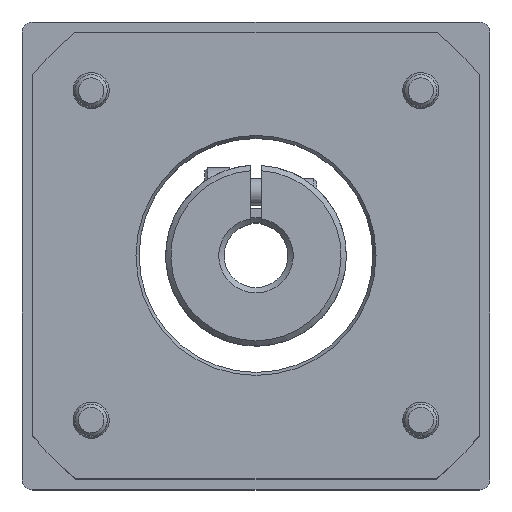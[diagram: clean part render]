
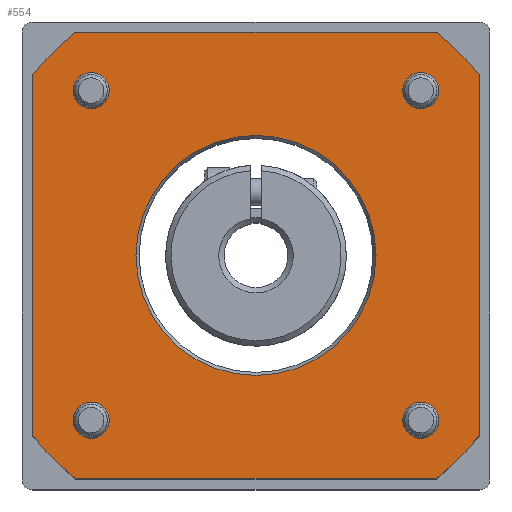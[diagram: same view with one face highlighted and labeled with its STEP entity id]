
A CAD part, top view. The second image highlights one B-rep face of the part: STEP entity #554.
In plain terms, the highlighted face is planar.
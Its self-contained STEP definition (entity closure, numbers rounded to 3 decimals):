
#554 = ADVANCED_FACE( '', ( #1132, #1133, #1134, #1135, #1136, #1137 ), #1138, .F. );
#1132 = FACE_BOUND( '', #1805, .T. );
#1133 = FACE_BOUND( '', #1806, .T. );
#1134 = FACE_BOUND( '', #1807, .T. );
#1135 = FACE_BOUND( '', #1808, .T. );
#1136 = FACE_BOUND( '', #1809, .T. );
#1137 = FACE_OUTER_BOUND( '', #1810, .T. );
#1138 = PLANE( '', #1811 );
#1805 = EDGE_LOOP( '', ( #2874 ) );
#1806 = EDGE_LOOP( '', ( #2875 ) );
#1807 = EDGE_LOOP( '', ( #2876 ) );
#1808 = EDGE_LOOP( '', ( #2877 ) );
#1809 = EDGE_LOOP( '', ( #2878 ) );
#1810 = EDGE_LOOP( '', ( #2879, #2880, #2881, #2882, #2883, #2884, #2885, #2886 ) );
#1811 = AXIS2_PLACEMENT_3D( '', #2887, #2888, #2889 );
#2874 = ORIENTED_EDGE( '', *, *, #3739, .F. );
#2875 = ORIENTED_EDGE( '', *, *, #3995, .F. );
#2876 = ORIENTED_EDGE( '', *, *, #4080, .F. );
#2877 = ORIENTED_EDGE( '', *, *, #3847, .F. );
#2878 = ORIENTED_EDGE( '', *, *, #4081, .F. );
#2879 = ORIENTED_EDGE( '', *, *, #3876, .F. );
#2880 = ORIENTED_EDGE( '', *, *, #4082, .F. );
#2881 = ORIENTED_EDGE( '', *, *, #4083, .F. );
#2882 = ORIENTED_EDGE( '', *, *, #4084, .F. );
#2883 = ORIENTED_EDGE( '', *, *, #4085, .F. );
#2884 = ORIENTED_EDGE( '', *, *, #4073, .F. );
#2885 = ORIENTED_EDGE( '', *, *, #4086, .F. );
#2886 = ORIENTED_EDGE( '', *, *, #4087, .F. );
#2887 = CARTESIAN_POINT( '', ( 0., 0., 0. ) );
#2888 = DIRECTION( '', ( 0., 0., 1. ) );
#2889 = DIRECTION( '', ( 1., 0., 0. ) );
#3739 = EDGE_CURVE( '', #4338, #4338, #4339, .T. );
#3847 = EDGE_CURVE( '', #4522, #4522, #4523, .T. );
#3876 = EDGE_CURVE( '', #4569, #4565, #4571, .T. );
#3995 = EDGE_CURVE( '', #4759, #4759, #4760, .T. );
#4073 = EDGE_CURVE( '', #4879, #4877, #4881, .T. );
#4080 = EDGE_CURVE( '', #4890, #4890, #4891, .T. );
#4081 = EDGE_CURVE( '', #4892, #4892, #4893, .T. );
#4082 = EDGE_CURVE( '', #4894, #4569, #4895, .T. );
#4083 = EDGE_CURVE( '', #4896, #4894, #4897, .T. );
#4084 = EDGE_CURVE( '', #4898, #4896, #4899, .T. );
#4085 = EDGE_CURVE( '', #4877, #4898, #4900, .T. );
#4086 = EDGE_CURVE( '', #4901, #4879, #4902, .T. );
#4087 = EDGE_CURVE( '', #4565, #4901, #4903, .T. );
#4338 = VERTEX_POINT( '', #5227 );
#4339 = CIRCLE( '', #5228, 1.7 );
#4522 = VERTEX_POINT( '', #5546 );
#4523 = CIRCLE( '', #5547, 1.7 );
#4565 = VERTEX_POINT( '', #5606 );
#4569 = VERTEX_POINT( '', #5612 );
#4571 = LINE( '', #5615, #5616 );
#4759 = VERTEX_POINT( '', #6030 );
#4760 = CIRCLE( '', #6031, 1.7 );
#4877 = VERTEX_POINT( '', #6179 );
#4879 = VERTEX_POINT( '', #6182 );
#4881 = CIRCLE( '', #6185, 27. );
#4890 = VERTEX_POINT( '', #6196 );
#4891 = CIRCLE( '', #6197, 1.7 );
#4892 = VERTEX_POINT( '', #6198 );
#4893 = CIRCLE( '', #6199, 11.289 );
#4894 = VERTEX_POINT( '', #6200 );
#4895 = CIRCLE( '', #6201, 27. );
#4896 = VERTEX_POINT( '', #6202 );
#4897 = LINE( '', #6203, #6204 );
#4898 = VERTEX_POINT( '', #6205 );
#4899 = CIRCLE( '', #6206, 27. );
#4900 = LINE( '', #6207, #6208 );
#4901 = VERTEX_POINT( '', #6209 );
#4902 = LINE( '', #6210, #6211 );
#4903 = CIRCLE( '', #6212, 27. );
#5227 = CARTESIAN_POINT( '', ( -17.2, 15.5, 0. ) );
#5228 = AXIS2_PLACEMENT_3D( '', #6576, #6577, #6578 );
#5546 = CARTESIAN_POINT( '', ( 13.8, 15.5, 0. ) );
#5547 = AXIS2_PLACEMENT_3D( '', #6713, #6714, #6715 );
#5606 = CARTESIAN_POINT( '', ( -21., -16.971, 0. ) );
#5612 = CARTESIAN_POINT( '', ( -21., 16.971, 0. ) );
#5615 = CARTESIAN_POINT( '', ( -21., 16.971, 0. ) );
#5616 = VECTOR( '', #6756, 1000. );
#6030 = CARTESIAN_POINT( '', ( -17.2, -15.5, 0. ) );
#6031 = AXIS2_PLACEMENT_3D( '', #6903, #6904, #6905 );
#6179 = CARTESIAN_POINT( '', ( 21., -16.971, 0. ) );
#6182 = CARTESIAN_POINT( '', ( 16.971, -21., 0. ) );
#6185 = AXIS2_PLACEMENT_3D( '', #7031, #7032, #7033 );
#6196 = CARTESIAN_POINT( '', ( 13.8, -15.5, 0. ) );
#6197 = AXIS2_PLACEMENT_3D( '', #7042, #7043, #7044 );
#6198 = CARTESIAN_POINT( '', ( -11.289, 0., 0. ) );
#6199 = AXIS2_PLACEMENT_3D( '', #7045, #7046, #7047 );
#6200 = CARTESIAN_POINT( '', ( -16.971, 21., 0. ) );
#6201 = AXIS2_PLACEMENT_3D( '', #7048, #7049, #7050 );
#6202 = CARTESIAN_POINT( '', ( 16.971, 21., 0. ) );
#6203 = CARTESIAN_POINT( '', ( 16.971, 21., 0. ) );
#6204 = VECTOR( '', #7051, 1000. );
#6205 = CARTESIAN_POINT( '', ( 21., 16.971, 0. ) );
#6206 = AXIS2_PLACEMENT_3D( '', #7052, #7053, #7054 );
#6207 = CARTESIAN_POINT( '', ( 21., -16.971, 0. ) );
#6208 = VECTOR( '', #7055, 1000. );
#6209 = CARTESIAN_POINT( '', ( -16.971, -21., 0. ) );
#6210 = CARTESIAN_POINT( '', ( -16.971, -21., 0. ) );
#6211 = VECTOR( '', #7056, 1000. );
#6212 = AXIS2_PLACEMENT_3D( '', #7057, #7058, #7059 );
#6576 = CARTESIAN_POINT( '', ( -15.5, 15.5, 0. ) );
#6577 = DIRECTION( '', ( 0., 0., -1. ) );
#6578 = DIRECTION( '', ( -1., 0., 0. ) );
#6713 = CARTESIAN_POINT( '', ( 15.5, 15.5, 0. ) );
#6714 = DIRECTION( '', ( 0., 0., -1. ) );
#6715 = DIRECTION( '', ( -1., 0., 0. ) );
#6756 = DIRECTION( '', ( 0., -1., 0. ) );
#6903 = CARTESIAN_POINT( '', ( -15.5, -15.5, 0. ) );
#6904 = DIRECTION( '', ( 0., 0., -1. ) );
#6905 = DIRECTION( '', ( -1., 0., 0. ) );
#7031 = CARTESIAN_POINT( '', ( 0., 0., 0. ) );
#7032 = DIRECTION( '', ( 0., 0., 1. ) );
#7033 = DIRECTION( '', ( 1., 0., 0. ) );
#7042 = CARTESIAN_POINT( '', ( 15.5, -15.5, 0. ) );
#7043 = DIRECTION( '', ( 0., 0., -1. ) );
#7044 = DIRECTION( '', ( -1., 0., 0. ) );
#7045 = CARTESIAN_POINT( '', ( 0., 0., 0. ) );
#7046 = DIRECTION( '', ( 0., 0., -1. ) );
#7047 = DIRECTION( '', ( -1., 0., 0. ) );
#7048 = CARTESIAN_POINT( '', ( 0., 0., 0. ) );
#7049 = DIRECTION( '', ( 0., 0., 1. ) );
#7050 = DIRECTION( '', ( 1., 0., 0. ) );
#7051 = DIRECTION( '', ( -1., 0., 0. ) );
#7052 = CARTESIAN_POINT( '', ( 0., 0., 0. ) );
#7053 = DIRECTION( '', ( 0., 0., 1. ) );
#7054 = DIRECTION( '', ( 1., 0., 0. ) );
#7055 = DIRECTION( '', ( 0., 1., 0. ) );
#7056 = DIRECTION( '', ( 1., 0., 0. ) );
#7057 = CARTESIAN_POINT( '', ( 0., 0., 0. ) );
#7058 = DIRECTION( '', ( 0., 0., 1. ) );
#7059 = DIRECTION( '', ( 1., 0., 0. ) );
